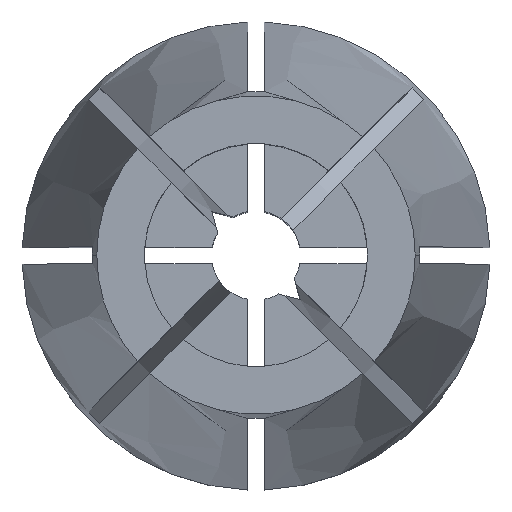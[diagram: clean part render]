
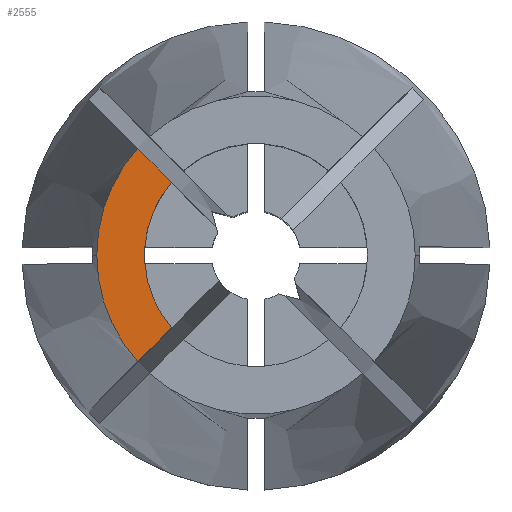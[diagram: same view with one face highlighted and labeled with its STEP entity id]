
A CAD part, top view. The second image highlights one B-rep face of the part: STEP entity #2555.
In plain terms, the highlighted planar face has unit normal (0, 0, 1).
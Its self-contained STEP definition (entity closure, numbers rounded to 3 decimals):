
#84 = CARTESIAN_POINT ( 'NONE',  ( 0., 0., 0. ) ) ;
#271 = CARTESIAN_POINT ( 'NONE',  ( -5.308, -4.778, 0. ) ) ;
#295 = DIRECTION ( 'NONE',  ( 1., 0., 0. ) ) ;
#298 = LINE ( 'NONE', #1801, #2568 ) ;
#388 = ORIENTED_EDGE ( 'NONE', *, *, #2320, .T. ) ;
#469 = DIRECTION ( 'NONE',  ( 0.707, 0.707, 0. ) ) ;
#479 = DIRECTION ( 'NONE',  ( 0.707, -0.707, 0. ) ) ;
#513 = AXIS2_PLACEMENT_3D ( 'NONE', #792, #1100, #2251 ) ;
#616 = ORIENTED_EDGE ( 'NONE', *, *, #2612, .F. ) ;
#636 = CARTESIAN_POINT ( 'NONE',  ( -7.141, 0., 0. ) ) ;
#644 = CIRCLE ( 'NONE', #1522, 7.141 ) ;
#709 = CARTESIAN_POINT ( 'NONE',  ( -3.791, 3.26, 0. ) ) ;
#792 = CARTESIAN_POINT ( 'NONE',  ( 0., 0., 0. ) ) ;
#836 = ORIENTED_EDGE ( 'NONE', *, *, #1272, .F. ) ;
#854 = CIRCLE ( 'NONE', #1795, 5. ) ;
#905 = VECTOR ( 'NONE', #479, 1000. ) ;
#932 = CARTESIAN_POINT ( 'NONE',  ( 0., 0., 0. ) ) ;
#997 = CARTESIAN_POINT ( 'NONE',  ( 0., 0., 0. ) ) ;
#1036 = ORIENTED_EDGE ( 'NONE', *, *, #1231, .T. ) ;
#1054 = EDGE_CURVE ( 'NONE', #1909, #1640, #644, .T. ) ;
#1075 = VERTEX_POINT ( 'NONE', #271 ) ;
#1100 = DIRECTION ( 'NONE',  ( 0., 0., 1. ) ) ;
#1231 = EDGE_CURVE ( 'NONE', #1640, #1075, #1978, .T. ) ;
#1272 = EDGE_CURVE ( 'NONE', #1909, #2081, #2561, .T. ) ;
#1307 = CARTESIAN_POINT ( 'NONE',  ( -0.265, -0.265, 0. ) ) ;
#1372 = DIRECTION ( 'NONE',  ( -1., 0., 0. ) ) ;
#1436 = DIRECTION ( 'NONE',  ( 1., 0., 0. ) ) ;
#1522 = AXIS2_PLACEMENT_3D ( 'NONE', #997, #2321, #1436 ) ;
#1587 = EDGE_LOOP ( 'NONE', ( #2167, #1036, #388, #616, #836 ) ) ;
#1618 = DIRECTION ( 'NONE',  ( 0., 0., 1. ) ) ;
#1640 = VERTEX_POINT ( 'NONE', #636 ) ;
#1656 = AXIS2_PLACEMENT_3D ( 'NONE', #932, #2682, #1372 ) ;
#1757 = CARTESIAN_POINT ( 'NONE',  ( -3.791, -3.26, 0. ) ) ;
#1795 = AXIS2_PLACEMENT_3D ( 'NONE', #84, #1618, #295 ) ;
#1801 = CARTESIAN_POINT ( 'NONE',  ( -0.265, 0.265, 0. ) ) ;
#1909 = VERTEX_POINT ( 'NONE', #2718 ) ;
#1978 = CIRCLE ( 'NONE', #513, 7.141 ) ;
#2081 = VERTEX_POINT ( 'NONE', #709 ) ;
#2167 = ORIENTED_EDGE ( 'NONE', *, *, #1054, .T. ) ;
#2217 = VERTEX_POINT ( 'NONE', #1757 ) ;
#2244 = PLANE ( 'NONE',  #1656 ) ;
#2251 = DIRECTION ( 'NONE',  ( 1., 0., 0. ) ) ;
#2320 = EDGE_CURVE ( 'NONE', #1075, #2217, #298, .T. ) ;
#2321 = DIRECTION ( 'NONE',  ( 0., 0., 1. ) ) ;
#2555 = ADVANCED_FACE ( 'NONE', ( #2674 ), #2244, .F. ) ;
#2561 = LINE ( 'NONE', #1307, #905 ) ;
#2568 = VECTOR ( 'NONE', #469, 1000. ) ;
#2612 = EDGE_CURVE ( 'NONE', #2081, #2217, #854, .T. ) ;
#2674 = FACE_OUTER_BOUND ( 'NONE', #1587, .T. ) ;
#2682 = DIRECTION ( 'NONE',  ( 0., 0., -1. ) ) ;
#2718 = CARTESIAN_POINT ( 'NONE',  ( -5.308, 4.778, 0. ) ) ;
